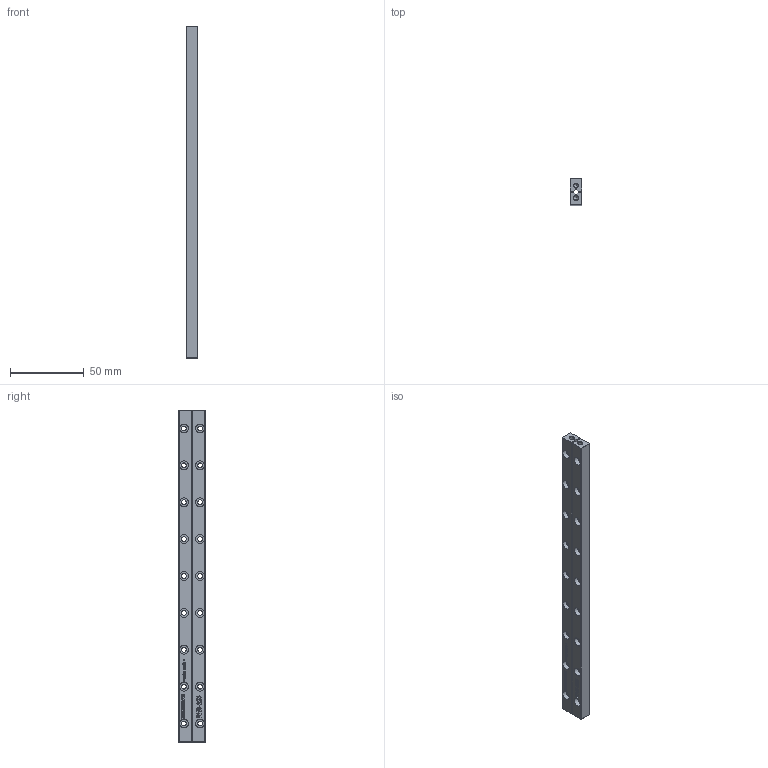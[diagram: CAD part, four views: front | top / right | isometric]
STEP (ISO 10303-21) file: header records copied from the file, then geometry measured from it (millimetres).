
FILE_DESCRIPTION(('FreeCAD Model'),'2;1');
FILE_NAME('RN3-225.step', '2020-08-06T14:54:10',('Author'),(''), 'Open CASCADE STEP processor 6.8','FreeCAD','Unknown');
FILE_SCHEMA(('AUTOMOTIVE_DESIGN_CC2 { 1 2 10303 214 -1 1 5 4 }'));
Length unit declared in the file: millimetre
Products named in the file (2): ASSEMBLY; Schienenpaar
Assembly tree (1 placements, depth 2):
  ASSEMBLY
    Schienenpaar
Bounding box: 8 x 18 x 225 mm (x, y, z)
Volume: 26875 mm3; surface area: 18403.8 mm2
Topology: 2 solids, 2 shells, 739 faces, 1976 edges, 1292 vertices
Faces by surface type: extrusion 425, plane 242, cylinder 44, cone 28
Full cylindrical faces by diameter (mm): 3 x2, 3.3 x18, 6 x18
Entity records: 49429 total; most frequent: CARTESIAN_POINT 12660, DIRECTION 5311, VECTOR 4379, LINE 3954, ORIENTED_EDGE 3944, PCURVE 3944, DEFINITIONAL_REPRESENTATION 3944, B_SPLINE_CURVE_WITH_KNOTS 2185
